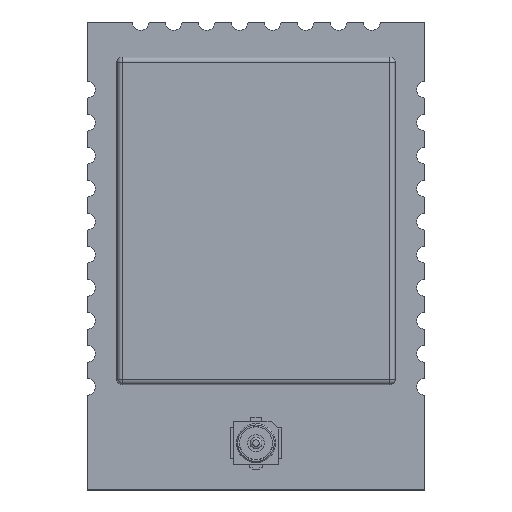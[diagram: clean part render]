
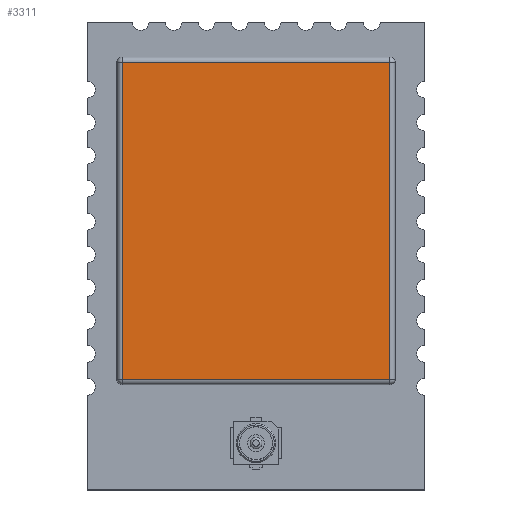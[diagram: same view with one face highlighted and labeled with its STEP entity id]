
A CAD part, top view. The second image highlights one B-rep face of the part: STEP entity #3311.
In plain terms, the highlighted planar face has unit normal (0, 0, 1).
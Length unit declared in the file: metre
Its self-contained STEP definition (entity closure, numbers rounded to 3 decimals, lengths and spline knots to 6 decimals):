
#618=ORIENTED_EDGE('',*,*,#1390,.T.);
#619=ORIENTED_EDGE('',*,*,#1391,.T.);
#620=ORIENTED_EDGE('',*,*,#1392,.T.);
#621=ORIENTED_EDGE('',*,*,#1393,.T.);
#1390=EDGE_CURVE('',#1806,#1807,#2132,.F.);
#1391=EDGE_CURVE('',#1807,#1808,#2133,.T.);
#1392=EDGE_CURVE('',#1808,#1809,#2134,.T.);
#1393=EDGE_CURVE('',#1809,#1806,#2135,.F.);
#1806=VERTEX_POINT('',#5271);
#1807=VERTEX_POINT('',#5272);
#1808=VERTEX_POINT('',#5274);
#1809=VERTEX_POINT('',#5276);
#2132=LINE('',#5270,#2497);
#2133=LINE('',#5273,#2498);
#2134=LINE('',#5275,#2499);
#2135=LINE('',#5277,#2500);
#2497=VECTOR('',#4269,1.);
#2498=VECTOR('',#4270,1.);
#2499=VECTOR('',#4271,1.);
#2500=VECTOR('',#4272,1.);
#2790=EDGE_LOOP('',(#618,#619,#620,#621));
#2990=FACE_BOUND('',#2790,.T.);
#3157=PLANE('',#3669);
#3311=ADVANCED_FACE('',(#2990),#3157,.T.);
#3669=AXIS2_PLACEMENT_3D('',#5269,#4267,#4268);
#4267=DIRECTION('',(0.,0.,1.));
#4268=DIRECTION('',(1.,0.,0.));
#4269=DIRECTION('',(1.,0.,0.));
#4270=DIRECTION('',(0.,-1.,0.));
#4271=DIRECTION('',(1.,0.,0.));
#4272=DIRECTION('',(0.,-1.,0.));
#5269=CARTESIAN_POINT('',(0.,0.,0.003));
#5270=CARTESIAN_POINT('',(0.,0.00745,0.003));
#5271=CARTESIAN_POINT('',(0.00515,0.00745,0.003));
#5272=CARTESIAN_POINT('',(-0.00515,0.00745,0.003));
#5273=CARTESIAN_POINT('',(-0.00515,-0.00475,0.003));
#5274=CARTESIAN_POINT('',(-0.00515,-0.00475,0.003));
#5275=CARTESIAN_POINT('',(0.00515,-0.00475,0.003));
#5276=CARTESIAN_POINT('',(0.00515,-0.00475,0.003));
#5277=CARTESIAN_POINT('',(0.00515,0.,0.003));
